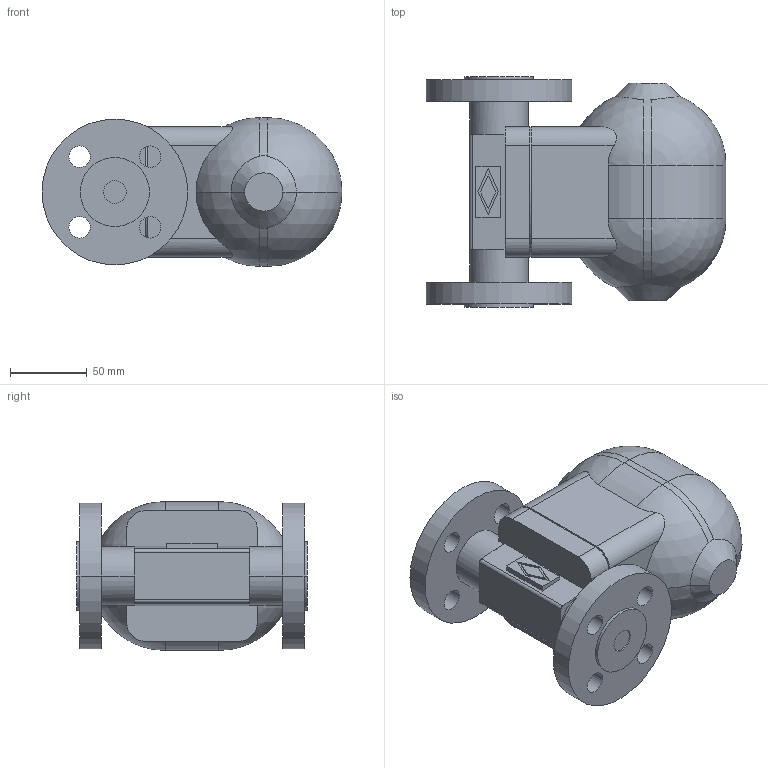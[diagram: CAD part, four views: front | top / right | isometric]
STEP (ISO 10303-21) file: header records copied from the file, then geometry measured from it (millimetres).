
FILE_DESCRIPTION(('OneSpaceDesigner STEP Export'),'2;1');
FILE_NAME('c000001370.stp','2005-01-27T11:10:26',(''),(''),'OneSpace Designer STEP processor (Jan. 2003) for AP203(Solid Model)','OneSpace Designer 12.01D 09-Jul-2004 (C) CoCreate Software GmbH','');
FILE_SCHEMA(('CONFIG_CONTROL_DESIGN'));
Length unit declared in the file: millimetre
Products named in the file (1): 1
Bounding box: 195.5 x 150 x 97 mm (x, y, z)
Volume: 1455679.2 mm3; surface area: 108382.1 mm2
Topology: 1 solids, 1 shells, 119 faces, 300 edges, 184 vertices
Faces by surface type: plane 56, cylinder 51, sphere 8, cone 4
Entity records: 3673 total; most frequent: CARTESIAN_POINT 875, ORIENTED_EDGE 584, DIRECTION 530, EDGE_CURVE 292, AXIS2_PLACEMENT_3D 191, VERTEX_POINT 184, VECTOR 148, LINE 148
